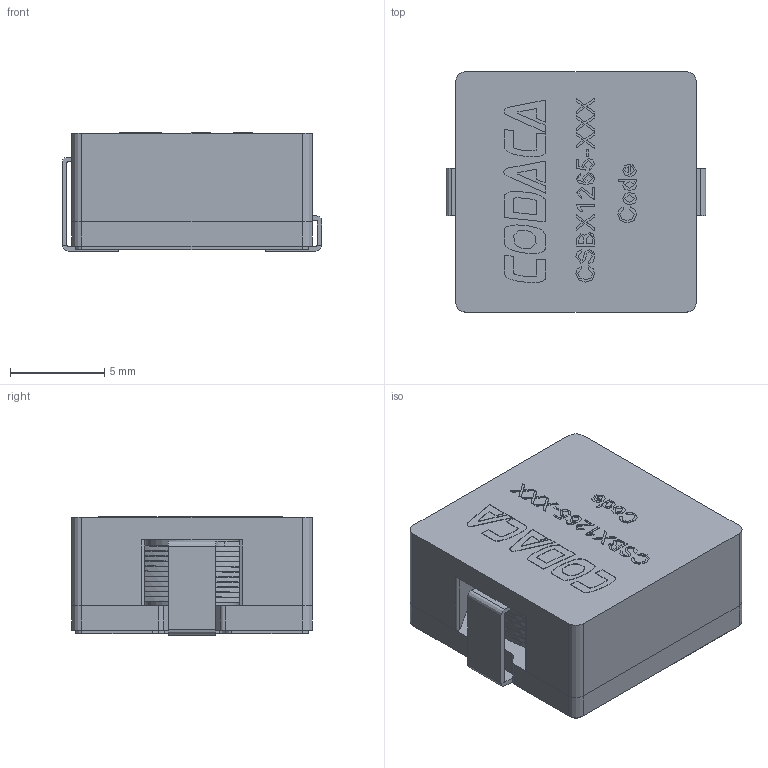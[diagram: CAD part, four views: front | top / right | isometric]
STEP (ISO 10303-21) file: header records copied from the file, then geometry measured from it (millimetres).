
FILE_DESCRIPTION( ('This file contains a STEP AP42 implementation' ,'as created by ZW3D STEP Interface translator.') ,'2;1' );
FILE_NAME( 'CSBX1265-R20-330.stp' ,'23 7 4.1324 3', (''), ('ZWCAD Software Co.'), 'Version 1.0', 'ZW3D to STEP translator', '' );
FILE_SCHEMA(('AUTOMOTIVE_DESIGN { 1 0 10303 214 1 1 1 1 }'));
Length unit declared in the file: millimetre
Products named in the file (2): 0; CSBX1265-R20-330
Bounding box: 13.8 x 12.8 x 6.3 mm (x, y, z)
Volume: 876.3 mm3; surface area: 2799.5 mm2
Topology: 29 solids, 29 shells, 459 faces, 1489 edges, 1380 vertices
Faces by surface type: plane 227, bspline 127, cylinder 105
Full cylindrical faces by diameter (mm): 4.992 x1
Entity records: 24304 total; most frequent: CARTESIAN_POINT 11944, ORIENTED_EDGE 2398, DIRECTION 2074, EDGE_CURVE 1199, VECTOR 904, LINE 904, VERTEX_POINT 800, AXIS2_PLACEMENT_3D 585
